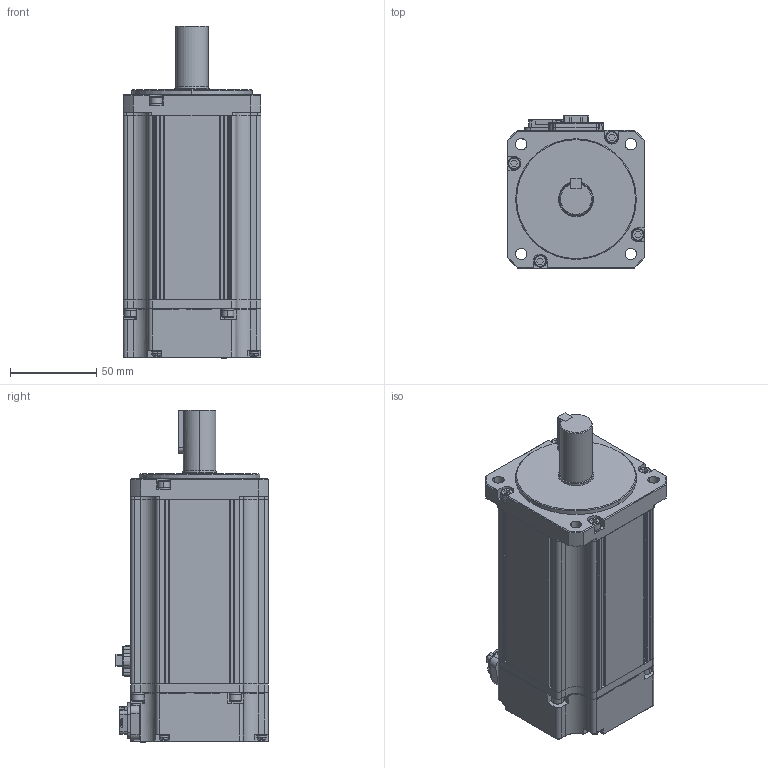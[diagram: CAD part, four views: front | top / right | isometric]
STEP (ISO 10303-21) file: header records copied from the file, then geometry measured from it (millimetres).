
FILE_DESCRIPTION (( 'STEP AP214' ), '1' );
FILE_NAME ('SLM08GA001G04_Out Line(APMC-FCL10AMK) r1 nc fxt.STEP', '2022-02-16T23:43:25', ( '' ), ( '' ), 'SwSTEP 2.0', 'SolidWorks 2017', '' );
FILE_SCHEMA (( 'AUTOMOTIVE_DESIGN' ));
Length unit declared in the file: inch
Products named in the file (1): SLM08GA001G04_Out Line(APMC-FCL10AMK) r1 nc fxt
Bounding box: 80 x 88.7 x 192.7 mm (x, y, z)
Volume: 882081.8 mm3; surface area: 124236.6 mm2
Topology: 45 solids, 45 shells, 1859 faces, 4892 edges, 3196 vertices
Faces by surface type: plane 1195, cylinder 483, bspline 94, cone 69, torus 10, sphere 8
Entity records: 61539 total; most frequent: CARTESIAN_POINT 15080, ORIENTED_EDGE 9784, DIRECTION 9048, EDGE_CURVE 4892, VECTOR 3394, LINE 3394, VERTEX_POINT 3196, AXIS2_PLACEMENT_3D 2827
